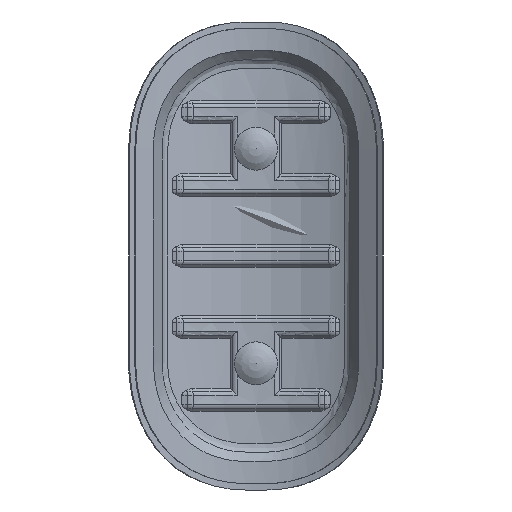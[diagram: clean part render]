
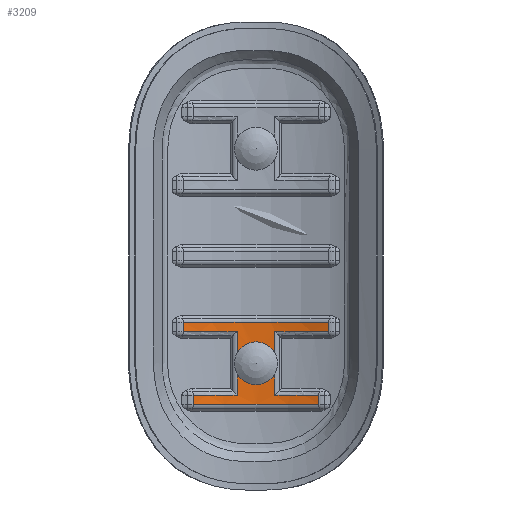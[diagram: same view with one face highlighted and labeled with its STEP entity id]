
A CAD part, front view. The second image highlights one B-rep face of the part: STEP entity #3209.
In plain terms, the highlighted cylindrical face has radius 93.3 mm (diameter 186.6 mm), a partial arc.
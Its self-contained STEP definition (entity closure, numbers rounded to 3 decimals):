
#921=CYLINDRICAL_SURFACE('',#39477,93.3);
#1254=FACE_BOUND('',#8926,.T.);
#1255=FACE_BOUND('',#8927,.T.);
#3209=ADVANCED_FACE('',(#1254,#1255),#921,.F.);
#8926=EDGE_LOOP('',(#14678,#14679,#14680,#14681,#14682,#14683,#14684,#14685,
#14686,#14687,#14688,#14689));
#8927=EDGE_LOOP('',(#14690));
#14678=ORIENTED_EDGE('',*,*,#27010,.T.);
#14679=ORIENTED_EDGE('',*,*,#27011,.T.);
#14680=ORIENTED_EDGE('',*,*,#27012,.F.);
#14681=ORIENTED_EDGE('',*,*,#27013,.T.);
#14682=ORIENTED_EDGE('',*,*,#27014,.T.);
#14683=ORIENTED_EDGE('',*,*,#27015,.T.);
#14684=ORIENTED_EDGE('',*,*,#27016,.T.);
#14685=ORIENTED_EDGE('',*,*,#27017,.T.);
#14686=ORIENTED_EDGE('',*,*,#27018,.F.);
#14687=ORIENTED_EDGE('',*,*,#27019,.T.);
#14688=ORIENTED_EDGE('',*,*,#27008,.T.);
#14689=ORIENTED_EDGE('',*,*,#27005,.T.);
#14690=ORIENTED_EDGE('',*,*,#27002,.T.);
#22962=VERTEX_POINT('',#64496);
#22964=VERTEX_POINT('',#64510);
#22965=VERTEX_POINT('',#64512);
#22966=VERTEX_POINT('',#64517);
#22967=VERTEX_POINT('',#64521);
#22968=VERTEX_POINT('',#64523);
#22969=VERTEX_POINT('',#64525);
#22970=VERTEX_POINT('',#64527);
#22971=VERTEX_POINT('',#64529);
#22972=VERTEX_POINT('',#64531);
#22973=VERTEX_POINT('',#64533);
#22974=VERTEX_POINT('',#64535);
#22975=VERTEX_POINT('',#64537);
#27002=EDGE_CURVE('',#22962,#22962,#31074,.T.);
#27005=EDGE_CURVE('',#22965,#22964,#32709,.T.);
#27008=EDGE_CURVE('',#22966,#22965,#34616,.T.);
#27010=EDGE_CURVE('',#22964,#22967,#34617,.T.);
#27011=EDGE_CURVE('',#22967,#22968,#32713,.T.);
#27012=EDGE_CURVE('',#22969,#22968,#34618,.T.);
#27013=EDGE_CURVE('',#22969,#22970,#32714,.T.);
#27014=EDGE_CURVE('',#22970,#22971,#34619,.T.);
#27015=EDGE_CURVE('',#22971,#22972,#32715,.T.);
#27016=EDGE_CURVE('',#22972,#22973,#34620,.T.);
#27017=EDGE_CURVE('',#22973,#22974,#32716,.T.);
#27018=EDGE_CURVE('',#22975,#22974,#34621,.T.);
#27019=EDGE_CURVE('',#22975,#22966,#32717,.T.);
#31074=B_SPLINE_CURVE_WITH_KNOTS('',3,(#64478,#64479,#64480,#64481,#64482,
#64483,#64484,#64485,#64486,#64487,#64488,#64489,#64490,#64491,#64492,#64493,
#64494,#64495),.UNSPECIFIED.,.T.,.F.,(2,2,2,2,2,2,2,2,2,2,2),(-0.125,0.,
0.125,0.25,0.375,0.5,0.625,0.75,0.875,1.,1.125),.UNSPECIFIED.);
#32709=CIRCLE('',#39466,93.3);
#32713=CIRCLE('',#39472,93.3);
#32714=CIRCLE('',#39473,93.3);
#32715=CIRCLE('',#39474,93.3);
#32716=CIRCLE('',#39475,93.3);
#32717=CIRCLE('',#39476,93.3);
#34616=LINE('',#64516,#36650);
#34617=LINE('',#64520,#36651);
#34618=LINE('',#64524,#36652);
#34619=LINE('',#64528,#36653);
#34620=LINE('',#64532,#36654);
#34621=LINE('',#64536,#36655);
#36650=VECTOR('',#45961,1.);
#36651=VECTOR('',#45966,1.);
#36652=VECTOR('',#45969,1.);
#36653=VECTOR('',#45972,1.);
#36654=VECTOR('',#45975,1.);
#36655=VECTOR('',#45978,1.);
#39466=AXIS2_PLACEMENT_3D('',#64511,#45953,#45954);
#39472=AXIS2_PLACEMENT_3D('',#64522,#45967,#45968);
#39473=AXIS2_PLACEMENT_3D('',#64526,#45970,#45971);
#39474=AXIS2_PLACEMENT_3D('',#64530,#45973,#45974);
#39475=AXIS2_PLACEMENT_3D('',#64534,#45976,#45977);
#39476=AXIS2_PLACEMENT_3D('',#64538,#45979,#45980);
#39477=AXIS2_PLACEMENT_3D('',#64539,#45981,#45982);
#45953=DIRECTION('',(0.,0.,-1.));
#45954=DIRECTION('',(-1.,0.,0.));
#45961=DIRECTION('',(0.,0.,-1.));
#45966=DIRECTION('',(0.,0.,-1.));
#45967=DIRECTION('',(0.,0.,1.));
#45968=DIRECTION('',(-1.,0.,0.));
#45969=DIRECTION('',(0.,0.,1.));
#45970=DIRECTION('',(0.,0.,-1.));
#45971=DIRECTION('',(-1.,0.,0.));
#45972=DIRECTION('',(0.,0.,1.));
#45973=DIRECTION('',(0.,0.,1.));
#45974=DIRECTION('',(-1.,0.,0.));
#45975=DIRECTION('',(0.,0.,1.));
#45976=DIRECTION('',(0.,0.,-1.));
#45977=DIRECTION('',(-1.,0.,0.));
#45978=DIRECTION('',(0.,0.,-1.));
#45979=DIRECTION('',(0.,0.,1.));
#45980=DIRECTION('',(-1.,0.,0.));
#45981=DIRECTION('',(0.,0.,-1.));
#45982=DIRECTION('',(-1.,0.,0.));
#64478=CARTESIAN_POINT('',(-1.816,93.301,-58.253));
#64479=CARTESIAN_POINT('',(-5.589,93.152,-56.255));
#64480=CARTESIAN_POINT('',(-6.985,93.04,-54.496));
#64481=CARTESIAN_POINT('',(-8.194,92.941,-50.436));
#64482=CARTESIAN_POINT('',(-8.024,92.959,-48.178));
#64483=CARTESIAN_POINT('',(-6.185,93.099,-44.387));
#64484=CARTESIAN_POINT('',(-4.474,93.214,-42.876));
#64485=CARTESIAN_POINT('',(-0.448,93.321,-41.563));
#64486=CARTESIAN_POINT('',(1.832,93.301,-41.756));
#64487=CARTESIAN_POINT('',(5.568,93.152,-43.733));
#64488=CARTESIAN_POINT('',(6.989,93.04,-45.518));
#64489=CARTESIAN_POINT('',(8.19,92.942,-49.546));
#64490=CARTESIAN_POINT('',(8.028,92.959,-51.812));
#64491=CARTESIAN_POINT('',(6.184,93.099,-55.615));
#64492=CARTESIAN_POINT('',(4.475,93.214,-57.124));
#64493=CARTESIAN_POINT('',(0.443,93.321,-58.438));
#64494=CARTESIAN_POINT('',(-1.816,93.301,-58.253));
#64495=CARTESIAN_POINT('',(-5.589,93.152,-56.255));
#64496=CARTESIAN_POINT('',(-3.703,93.226,-57.254));
#64510=CARTESIAN_POINT('',(-8.755,92.888,-35.172));
#64511=CARTESIAN_POINT('',(0.,0.,-35.172));
#64512=CARTESIAN_POINT('',(-33.942,86.907,-35.172));
#64516=CARTESIAN_POINT('',(-33.942,86.907,-27.));
#64517=CARTESIAN_POINT('',(-33.942,86.907,-30.828));
#64520=CARTESIAN_POINT('',(-8.755,92.888,-27.));
#64521=CARTESIAN_POINT('',(-8.755,92.888,-64.828));
#64522=CARTESIAN_POINT('',(0.,0.,-64.828));
#64523=CARTESIAN_POINT('',(-29.274,88.589,-64.828));
#64524=CARTESIAN_POINT('',(-29.274,88.589,-73.));
#64525=CARTESIAN_POINT('',(-29.274,88.589,-69.172));
#64526=CARTESIAN_POINT('',(0.,0.,-69.172));
#64527=CARTESIAN_POINT('',(29.274,88.589,-69.172));
#64528=CARTESIAN_POINT('',(29.274,88.589,-27.));
#64529=CARTESIAN_POINT('',(29.274,88.589,-64.828));
#64530=CARTESIAN_POINT('',(0.,0.,-64.828));
#64531=CARTESIAN_POINT('',(8.755,92.888,-64.828));
#64532=CARTESIAN_POINT('',(8.755,92.888,-27.));
#64533=CARTESIAN_POINT('',(8.755,92.888,-35.172));
#64534=CARTESIAN_POINT('',(0.,0.,-35.172));
#64535=CARTESIAN_POINT('',(33.942,86.907,-35.172));
#64536=CARTESIAN_POINT('',(33.942,86.907,-27.));
#64537=CARTESIAN_POINT('',(33.942,86.907,-30.828));
#64538=CARTESIAN_POINT('',(0.,0.,-30.828));
#64539=CARTESIAN_POINT('',(0.,0.,-27.));
